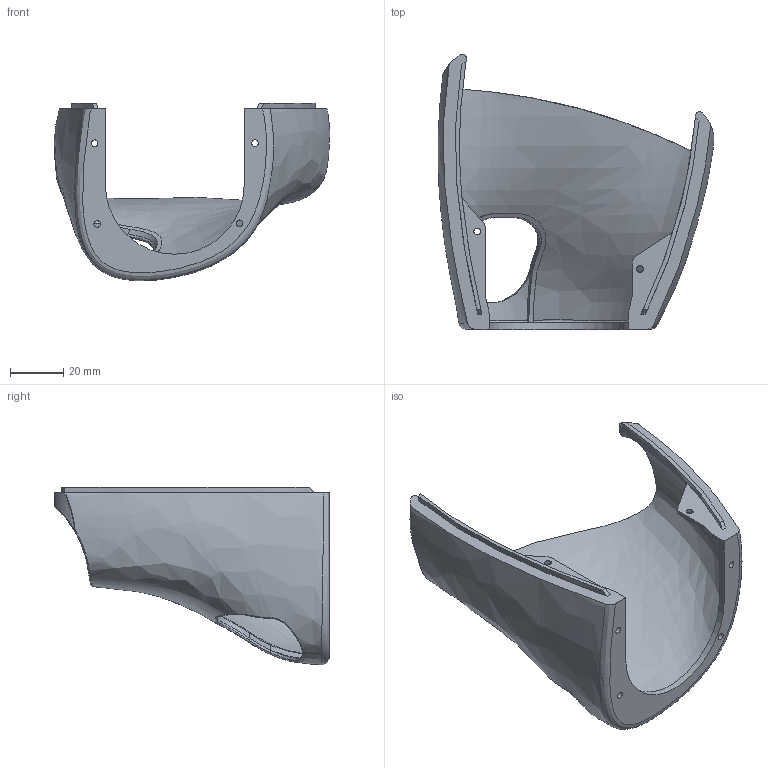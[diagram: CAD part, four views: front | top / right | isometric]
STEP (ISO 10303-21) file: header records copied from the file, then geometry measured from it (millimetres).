
FILE_DESCRIPTION(/* description */ ('STEP AP242','CAx-IF Rec.Pracs.---Representation and Presentation of Product Manufacturing Information (PMI)---4.0---2014-10-13','CAx-IF Rec.Pracs.---3D Tessellated Geometry---0.4---2014-09-14','2;1'),/* implementation_level */ '2;1');
FILE_NAME(/* name */ '68658cdf2ff03b2b5464e4e2',/* time_stamp */ '2025-07-02T19:47:44Z',/* author */ (''),/* organization */ (''),/* preprocessor_version */ 'ST-DEVELOPER v20',/* originating_system */ 'ONSHAPE BY PTC INC, 1.200',/* authorisation */ ' ');
FILE_SCHEMA (('AP242_MANAGED_MODEL_BASED_3D_ENGINEERING_MIM_LF { 1 0 10303 442 1 1 4 }'));
Length unit declared in the file: metre
Products named in the file (1): R-Palm_Shell
Bounding box: 103.18 x 102.91 x 66.41 mm (x, y, z)
Volume: 26815.1 mm3; surface area: 33303.9 mm2
Topology: 1 solids, 1 shells, 118 faces, 350 edges, 230 vertices
Faces by surface type: bspline 46, plane 35, cylinder 35, sphere 2
Full cylindrical faces by diameter (mm): 2.5 x6
Entity records: 10149 total; most frequent: CARTESIAN_POINT 7428, ORIENTED_EDGE 670, DIRECTION 398, EDGE_CURVE 335, VERTEX_POINT 224, B_SPLINE_CURVE_WITH_KNOTS 156, AXIS2_PLACEMENT_3D 146, EDGE_LOOP 137
